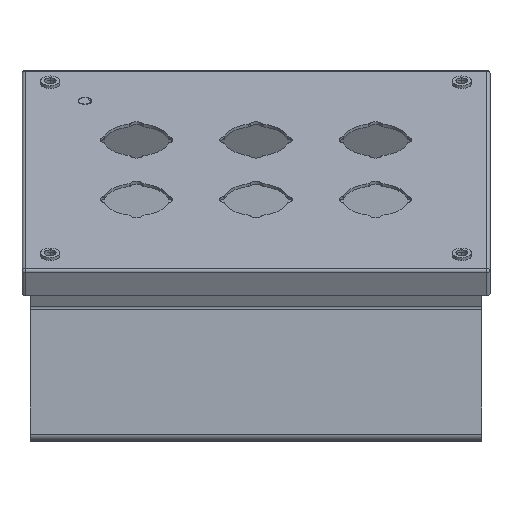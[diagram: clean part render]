
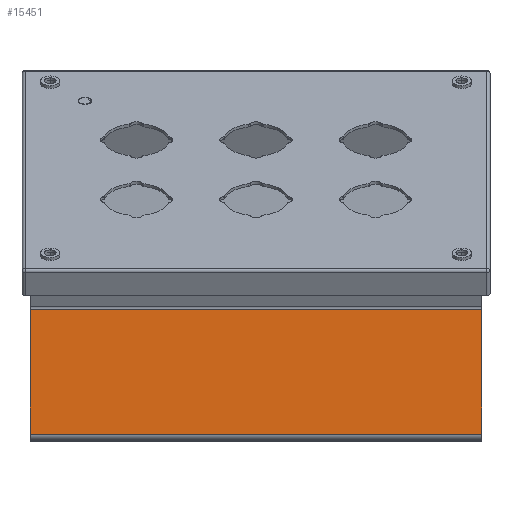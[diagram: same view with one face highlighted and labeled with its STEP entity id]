
A CAD part, top view. The second image highlights one B-rep face of the part: STEP entity #15451.
In plain terms, the highlighted planar face has unit normal (0, 0, 1).
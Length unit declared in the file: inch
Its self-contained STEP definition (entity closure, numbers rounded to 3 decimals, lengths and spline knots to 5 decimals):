
#49 = EDGE_LOOP ( 'NONE', ( #5553, #18699, #17921, #4798 ) ) ;
#410 = CARTESIAN_POINT ( 'NONE',  ( -4.25, -2.38022, 3.39 ) ) ;
#842 = VECTOR ( 'NONE', #10677, 39.37008 ) ;
#1107 = VECTOR ( 'NONE', #12457, 39.37008 ) ;
#2058 = LINE ( 'NONE', #410, #842 ) ;
#2360 = CARTESIAN_POINT ( 'NONE',  ( 4.25, -2.38022, 3.39 ) ) ;
#3401 = EDGE_CURVE ( 'NONE', #12780, #6759, #2058, .T. ) ;
#3967 = VERTEX_POINT ( 'NONE', #6795 ) ;
#4798 = ORIENTED_EDGE ( 'NONE', *, *, #5539, .T. ) ;
#5101 = LINE ( 'NONE', #17032, #7401 ) ;
#5266 = PLANE ( 'NONE',  #10943 ) ;
#5539 = EDGE_CURVE ( 'NONE', #3967, #12780, #14003, .T. ) ;
#5553 = ORIENTED_EDGE ( 'NONE', *, *, #3401, .T. ) ;
#6759 = VERTEX_POINT ( 'NONE', #16308 ) ;
#6795 = CARTESIAN_POINT ( 'NONE',  ( 4.25, -0.03218, 3.39 ) ) ;
#7401 = VECTOR ( 'NONE', #16825, 39.37008 ) ;
#7998 = EDGE_CURVE ( 'NONE', #3967, #9188, #9728, .T. ) ;
#8079 = DIRECTION ( 'NONE',  ( 0., 0., -1. ) ) ;
#8085 = CARTESIAN_POINT ( 'NONE',  ( 4.25, -0.03218, 3.39 ) ) ;
#8171 = CARTESIAN_POINT ( 'NONE',  ( 4.25, -2.38022, 3.39 ) ) ;
#8263 = DIRECTION ( 'NONE',  ( 0., -1., 0. ) ) ;
#8266 = CARTESIAN_POINT ( 'NONE',  ( 4.25, -2.38022, 3.39 ) ) ;
#9188 = VERTEX_POINT ( 'NONE', #8266 ) ;
#9728 = LINE ( 'NONE', #2360, #14772 ) ;
#10677 = DIRECTION ( 'NONE',  ( 0., -1., 0. ) ) ;
#10943 = AXIS2_PLACEMENT_3D ( 'NONE', #8171, #8079, #11194 ) ;
#11194 = DIRECTION ( 'NONE',  ( 0., 1., 0. ) ) ;
#12090 = CARTESIAN_POINT ( 'NONE',  ( -4.25, -0.03218, 3.39 ) ) ;
#12457 = DIRECTION ( 'NONE',  ( -1., 0., 0. ) ) ;
#12543 = EDGE_CURVE ( 'NONE', #9188, #6759, #5101, .T. ) ;
#12780 = VERTEX_POINT ( 'NONE', #12090 ) ;
#14003 = LINE ( 'NONE', #8085, #1107 ) ;
#14772 = VECTOR ( 'NONE', #8263, 39.37008 ) ;
#15451 = ADVANCED_FACE ( 'NONE', ( #15535 ), #5266, .F. ) ;
#15535 = FACE_OUTER_BOUND ( 'NONE', #49, .T. ) ;
#16308 = CARTESIAN_POINT ( 'NONE',  ( -4.25, -2.38022, 3.39 ) ) ;
#16825 = DIRECTION ( 'NONE',  ( -1., 0., 0. ) ) ;
#17032 = CARTESIAN_POINT ( 'NONE',  ( 4.25, -2.38022, 3.39 ) ) ;
#17921 = ORIENTED_EDGE ( 'NONE', *, *, #7998, .F. ) ;
#18699 = ORIENTED_EDGE ( 'NONE', *, *, #12543, .F. ) ;
